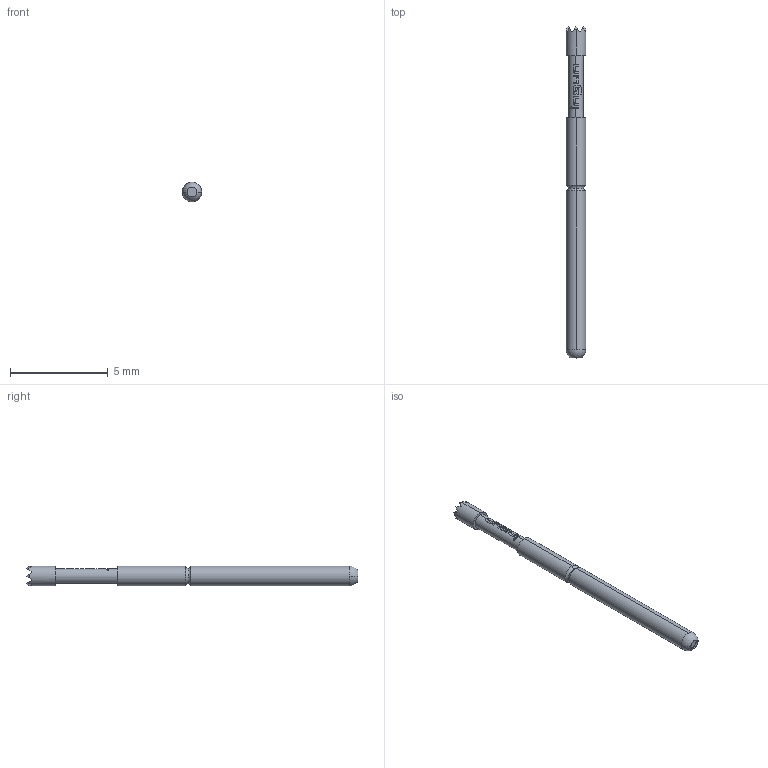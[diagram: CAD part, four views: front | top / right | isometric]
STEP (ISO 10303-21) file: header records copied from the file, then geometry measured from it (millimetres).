
FILE_DESCRIPTION (( 'STEP AP203' ), '1' );
FILE_NAME ('INGUN_GKS-001_306_100_A_xx00.STEP', '2021-09-07T08:42:47', ( 'ochi' ), ( '' ), 'SwSTEP 2.0', 'SolidWorks 2018', '' );
FILE_SCHEMA (( 'CONFIG_CONTROL_DESIGN' ));
Length unit declared in the file: millimetre
Products named in the file (1): INGUN_GKS-001_306_100_A_xx00
Bounding box: 1 x 17 x 1 mm (x, y, z)
Volume: 11.9 mm3; surface area: 53.1 mm2
Topology: 1 solids, 1 shells, 118 faces, 310 edges, 195 vertices
Faces by surface type: plane 49, bspline 34, cylinder 29, torus 4, sphere 2
Entity records: 5125 total; most frequent: CARTESIAN_POINT 2688, ORIENTED_EDGE 616, EDGE_CURVE 308, DIRECTION 294, VERTEX_POINT 195, B_SPLINE_CURVE_WITH_KNOTS 192, EDGE_LOOP 121, FACE_OUTER_BOUND 118
